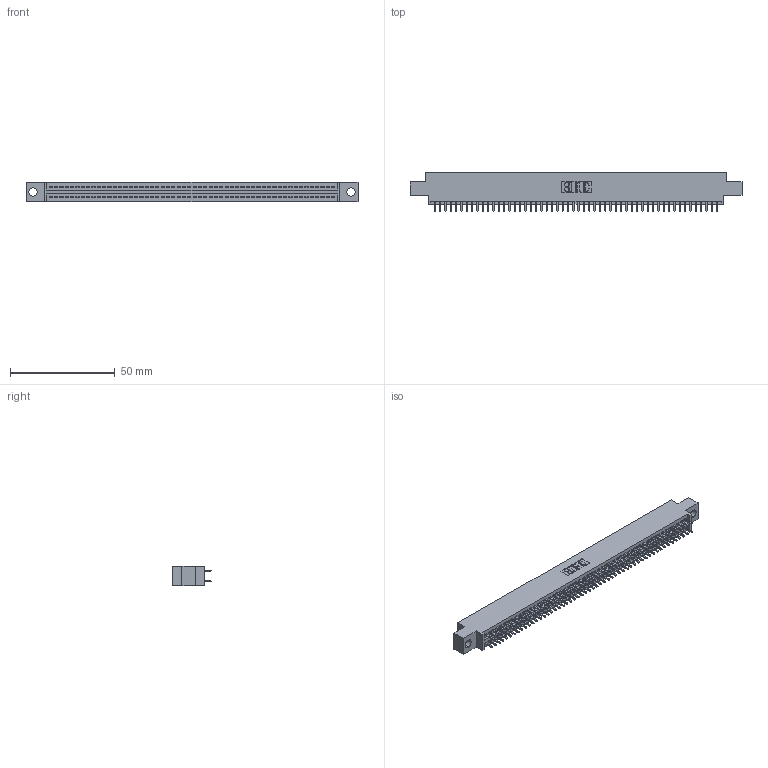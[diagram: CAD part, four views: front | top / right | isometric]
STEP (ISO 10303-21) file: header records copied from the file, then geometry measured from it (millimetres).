
FILE_DESCRIPTION (( 'STEP AP203' ), '1' );
FILE_NAME ('395-108-521-804.STEP', '2018-11-30T20:34:57', ( '' ), ( '' ), 'SwSTEP 2.0', 'SolidWorks 2016', '' );
FILE_SCHEMA (( 'CONFIG_CONTROL_DESIGN' ));
Length unit declared in the file: inch
Products named in the file (3): 395-108-521-804; 345 Part_0.170 Offset - 0.156 Dia-TH; 345-292-001_345-293-121
Assembly tree (109 placements, depth 2):
  395-108-521-804
    345 Part_0.170 Offset - 0.156 Dia-TH
    345-292-001_345-293-121  x108
Bounding box: 158.37 x 18.72 x 9.4 mm (x, y, z)
Volume: 15250.2 mm3; surface area: 22446.5 mm2
Topology: 109 solids, 109 shells, 5530 faces, 16445 edges, 10818 vertices
Faces by surface type: plane 3648, cylinder 1882
Entity records: 40907 total; most frequent: CARTESIAN_POINT 6848, ORIENTED_EDGE 6782, DIRECTION 6023, EDGE_CURVE 3391, LINE 3043, VECTOR 3043, VERTEX_POINT 2258, AXIS2_PLACEMENT_3D 1490
